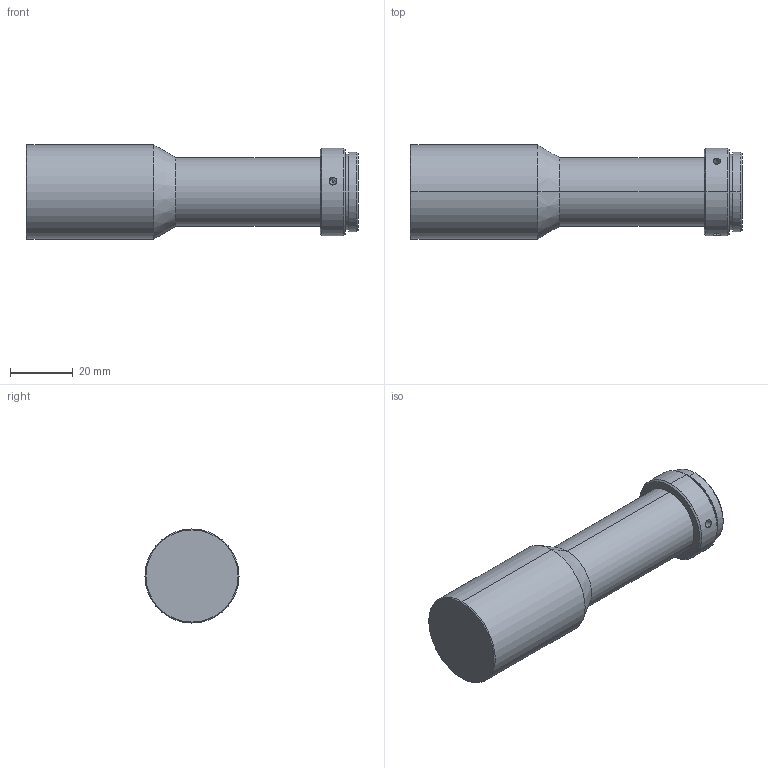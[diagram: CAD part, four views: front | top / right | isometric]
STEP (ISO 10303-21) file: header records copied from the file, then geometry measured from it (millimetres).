
FILE_DESCRIPTION (( 'STEP AP203' ), '1' );
FILE_NAME ('WH018-330A-110.STEP', '2019-12-03T02:27:56', ( 'Windows 蚚誧' ), ( '' ), 'SwSTEP 2.0', 'SolidWorks 2017', '' );
FILE_SCHEMA (( 'CONFIG_CONTROL_DESIGN' ));
Length unit declared in the file: millimetre
Products named in the file (1): WH018-330A-110
Bounding box: 105.9 x 30 x 30 mm (x, y, z)
Volume: 56909.4 mm3; surface area: 10355.2 mm2
Topology: 1 solids, 1 shells, 37 faces, 80 edges, 45 vertices
Faces by surface type: cone 16, cylinder 16, plane 5
Entity records: 1127 total; most frequent: CARTESIAN_POINT 259, DIRECTION 180, ORIENTED_EDGE 148, AXIS2_PLACEMENT_3D 74, EDGE_CURVE 74, VERTEX_POINT 45, EDGE_LOOP 43, ADVANCED_FACE 37
